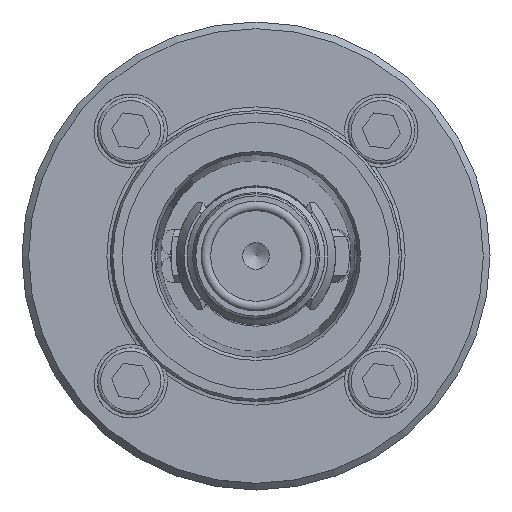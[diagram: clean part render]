
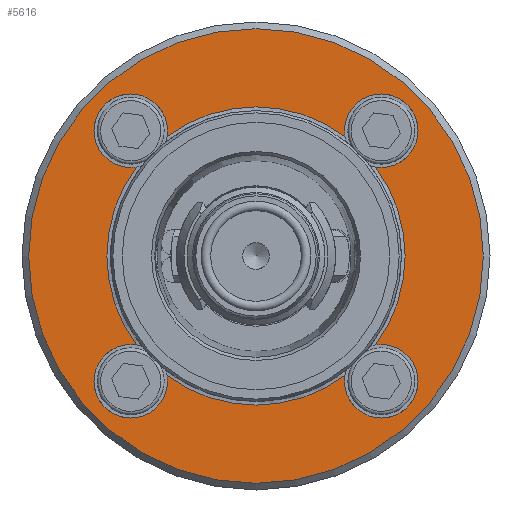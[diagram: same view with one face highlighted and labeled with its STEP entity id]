
A CAD part, left-side view. The second image highlights one B-rep face of the part: STEP entity #5616.
In plain terms, the highlighted planar face has unit normal (-1, 0, 0).
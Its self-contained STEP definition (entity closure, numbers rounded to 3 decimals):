
#470=PLANE('',#6116);
#708=CIRCLE('',#6117,34.);
#709=CIRCLE('',#6118,22.3);
#710=CIRCLE('',#6119,5.5);
#711=CIRCLE('',#6120,22.3);
#712=CIRCLE('',#6121,5.5);
#713=CIRCLE('',#6122,22.3);
#714=CIRCLE('',#6123,5.5);
#715=CIRCLE('',#6124,22.3);
#716=CIRCLE('',#6125,5.5);
#1311=VERTEX_POINT('',#9912);
#1312=VERTEX_POINT('',#9914);
#1313=VERTEX_POINT('',#9915);
#1314=VERTEX_POINT('',#9916);
#1315=VERTEX_POINT('',#9918);
#1316=VERTEX_POINT('',#9919);
#1317=VERTEX_POINT('',#9921);
#1318=VERTEX_POINT('',#9923);
#1319=VERTEX_POINT('',#9924);
#1320=VERTEX_POINT('',#9926);
#1321=VERTEX_POINT('',#9928);
#1322=VERTEX_POINT('',#9929);
#1323=VERTEX_POINT('',#9931);
#1324=VERTEX_POINT('',#9933);
#2617=EDGE_CURVE('',#1311,#1311,#708,.T.);
#2618=EDGE_CURVE('',#1312,#1313,#709,.T.);
#2619=EDGE_CURVE('',#1313,#1314,#709,.T.);
#2620=EDGE_CURVE('',#1314,#1315,#710,.T.);
#2621=EDGE_CURVE('',#1315,#1316,#710,.T.);
#2622=EDGE_CURVE('',#1316,#1317,#711,.T.);
#2623=EDGE_CURVE('',#1317,#1318,#712,.T.);
#2624=EDGE_CURVE('',#1318,#1319,#712,.T.);
#2625=EDGE_CURVE('',#1319,#1320,#713,.T.);
#2626=EDGE_CURVE('',#1320,#1321,#714,.T.);
#2627=EDGE_CURVE('',#1321,#1322,#714,.T.);
#2628=EDGE_CURVE('',#1322,#1323,#715,.T.);
#2629=EDGE_CURVE('',#1323,#1324,#716,.T.);
#2630=EDGE_CURVE('',#1324,#1312,#716,.T.);
#3847=ORIENTED_EDGE('',*,*,#2617,.T.);
#3848=ORIENTED_EDGE('',*,*,#2618,.T.);
#3849=ORIENTED_EDGE('',*,*,#2619,.T.);
#3850=ORIENTED_EDGE('',*,*,#2620,.T.);
#3851=ORIENTED_EDGE('',*,*,#2621,.T.);
#3852=ORIENTED_EDGE('',*,*,#2622,.T.);
#3853=ORIENTED_EDGE('',*,*,#2623,.T.);
#3854=ORIENTED_EDGE('',*,*,#2624,.T.);
#3855=ORIENTED_EDGE('',*,*,#2625,.T.);
#3856=ORIENTED_EDGE('',*,*,#2626,.T.);
#3857=ORIENTED_EDGE('',*,*,#2627,.T.);
#3858=ORIENTED_EDGE('',*,*,#2628,.T.);
#3859=ORIENTED_EDGE('',*,*,#2629,.T.);
#3860=ORIENTED_EDGE('',*,*,#2630,.T.);
#4875=EDGE_LOOP('',(#3847));
#4876=EDGE_LOOP('',(#3848,#3849,#3850,#3851,#3852,#3853,#3854,#3855,#3856,
#3857,#3858,#3859,#3860));
#5266=FACE_BOUND('',#4875,.T.);
#5267=FACE_BOUND('',#4876,.T.);
#5616=ADVANCED_FACE('',(#5266,#5267),#470,.F.);
#6116=AXIS2_PLACEMENT_3D('',#9910,#7144,$);
#6117=AXIS2_PLACEMENT_3D('',#9911,#7145,#7146);
#6118=AXIS2_PLACEMENT_3D('',#9913,#7147,#7148);
#6119=AXIS2_PLACEMENT_3D('',#9917,#7149,#7150);
#6120=AXIS2_PLACEMENT_3D('',#9920,#7151,#7152);
#6121=AXIS2_PLACEMENT_3D('',#9922,#7153,#7154);
#6122=AXIS2_PLACEMENT_3D('',#9925,#7155,#7156);
#6123=AXIS2_PLACEMENT_3D('',#9927,#7157,#7158);
#6124=AXIS2_PLACEMENT_3D('',#9930,#7159,#7160);
#6125=AXIS2_PLACEMENT_3D('',#9932,#7161,#7162);
#7144=DIRECTION('',(1.,0.,0.));
#7145=DIRECTION('',(-1.,0.,0.));
#7146=DIRECTION('',(0.,0.,-34.));
#7147=DIRECTION('',(1.,0.,0.));
#7148=DIRECTION('',(0.,0.,-22.3));
#7149=DIRECTION('',(1.,0.,0.));
#7150=DIRECTION('',(0.,0.,-5.5));
#7151=DIRECTION('',(1.,0.,0.));
#7152=DIRECTION('',(0.,0.,-22.3));
#7153=DIRECTION('',(1.,0.,0.));
#7154=DIRECTION('',(0.,0.,-5.5));
#7155=DIRECTION('',(1.,0.,0.));
#7156=DIRECTION('',(0.,0.,-22.3));
#7157=DIRECTION('',(1.,0.,0.));
#7158=DIRECTION('',(0.,0.,-5.5));
#7159=DIRECTION('',(1.,0.,0.));
#7160=DIRECTION('',(0.,0.,-22.3));
#7161=DIRECTION('',(1.,0.,0.));
#7162=DIRECTION('',(0.,0.,-5.5));
#9910=CARTESIAN_POINT('',(15.,22.3,0.));
#9911=CARTESIAN_POINT('',(15.,0.,0.));
#9912=CARTESIAN_POINT('',(15.,0.,-34.));
#9913=CARTESIAN_POINT('',(15.,0.,0.));
#9914=CARTESIAN_POINT('',(15.,-13.303,-17.898));
#9915=CARTESIAN_POINT('',(15.,0.,-22.3));
#9916=CARTESIAN_POINT('',(15.,13.303,-17.898));
#9917=CARTESIAN_POINT('',(15.,18.738,-18.738));
#9918=CARTESIAN_POINT('',(15.,13.238,-18.738));
#9919=CARTESIAN_POINT('',(15.,17.898,-13.303));
#9920=CARTESIAN_POINT('',(15.,0.,0.));
#9921=CARTESIAN_POINT('',(15.,17.898,13.303));
#9922=CARTESIAN_POINT('',(15.,18.738,18.738));
#9923=CARTESIAN_POINT('',(15.,18.738,13.238));
#9924=CARTESIAN_POINT('',(15.,13.303,17.898));
#9925=CARTESIAN_POINT('',(15.,0.,0.));
#9926=CARTESIAN_POINT('',(15.,-13.303,17.898));
#9927=CARTESIAN_POINT('',(15.,-18.738,18.738));
#9928=CARTESIAN_POINT('',(15.,-13.238,18.738));
#9929=CARTESIAN_POINT('',(15.,-17.898,13.303));
#9930=CARTESIAN_POINT('',(15.,0.,0.));
#9931=CARTESIAN_POINT('',(15.,-17.898,-13.303));
#9932=CARTESIAN_POINT('',(15.,-18.738,-18.738));
#9933=CARTESIAN_POINT('',(15.,-18.738,-13.238));
